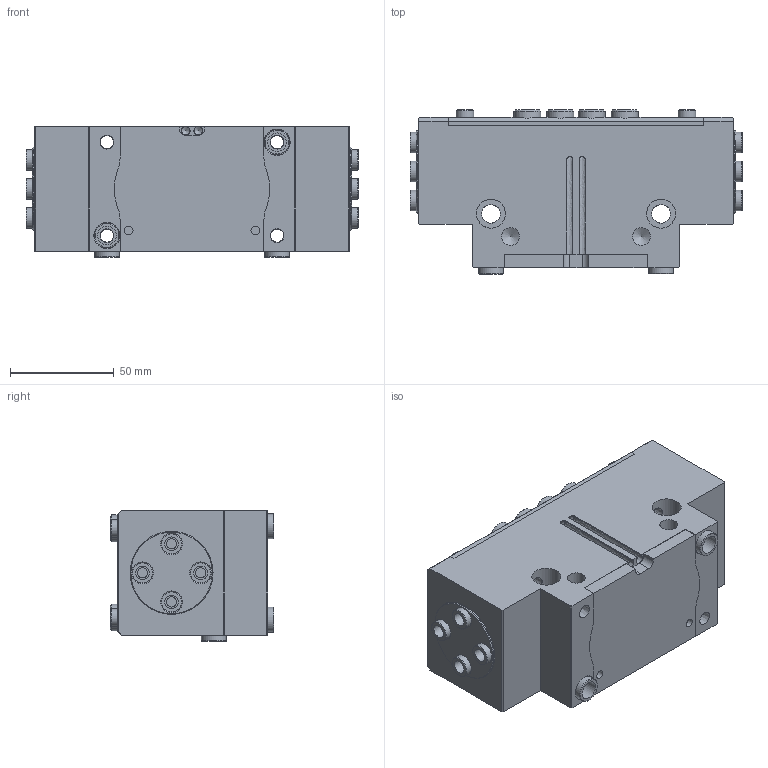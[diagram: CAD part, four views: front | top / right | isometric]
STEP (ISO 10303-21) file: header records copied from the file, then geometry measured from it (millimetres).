
FILE_DESCRIPTION((''),'2;1');
FILE_NAME('GSO 125.stp','2017-03-03T11:36:50',('BOLOGNESE'),(''),'Autodesk Inventor 2010','Autodesk Inventor 2010','');
FILE_SCHEMA(('AUTOMOTIVE_DESIGN { 1 0 10303 214 1 1 1 1 }'));
Length unit declared in the file: millimetre
Products named in the file (6): GSO 125; Corpo; Fondello; Griffa; Boccola 10; Boccola 12
Assembly tree (16 placements, depth 2):
  GSO 125
    Corpo
    Fondello
    Griffa  x2
    Boccola 10  x8
    Boccola 12  x4
Bounding box: 160 x 79 x 63.1 mm (x, y, z)
Volume: 563829.3 mm3; surface area: 95587.2 mm2
Topology: 16 solids, 16 shells, 395 faces, 891 edges, 582 vertices
Faces by surface type: plane 152, bspline 128, cylinder 69, torus 24, cone 22
Full cylindrical faces by diameter (mm): 6.6 x8, 8.5 x2, 9 x6, 10 x8, 10.5 x4, 10.501 x4, 12 x6, 13 x4, 14 x6, 40 x3
Entity records: 9673 total; most frequent: CARTESIAN_POINT 2771, DIRECTION 1239, ORIENTED_EDGE 1238, EDGE_CURVE 619, EDGE_LOOP 481, VERTEX_POINT 462, AXIS2_PLACEMENT_3D 414, VECTOR 411
